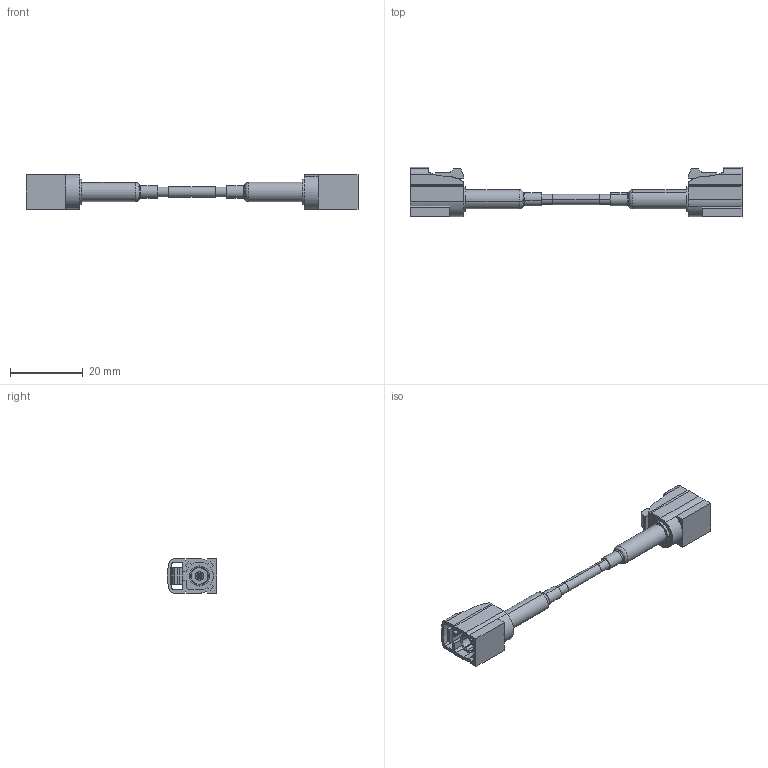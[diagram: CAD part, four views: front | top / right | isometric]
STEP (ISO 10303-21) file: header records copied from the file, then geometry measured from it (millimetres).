
FILE_DESCRIPTION (( 'STEP AP214' ), '1' );
FILE_NAME ('FMCA100076_3D.step', '2024-07-31T22:47:57', ( '' ), ( '' ), 'SwSTEP 2.0', 'SolidWorks 2022', '' );
FILE_SCHEMA (( 'AUTOMOTIVE_DESIGN' ));
Length unit declared in the file: inch
Products named in the file (4): RG188A-U; RG188-HEATSHRINK_1" Long; FMCA100076_3D; FMCN1346Z_Z
Assembly tree (5 placements, depth 2):
  FMCA100076_3D
    RG188A-U
    FMCN1346Z_Z  x2
    RG188-HEATSHRINK_1" Long  x2
Bounding box: 91.2 x 13.48 x 9.4 mm (x, y, z)
Volume: 2953.9 mm3; surface area: 5743.4 mm2
Topology: 9 solids, 9 shells, 410 faces, 1052 edges, 676 vertices
Faces by surface type: plane 214, cylinder 130, cone 46, torus 16, bspline 4
Entity records: 8099 total; most frequent: CARTESIAN_POINT 1597, DIRECTION 1099, ORIENTED_EDGE 1070, EDGE_CURVE 535, AXIS2_PLACEMENT_3D 402, VERTEX_POINT 344, LINE 295, VECTOR 295
